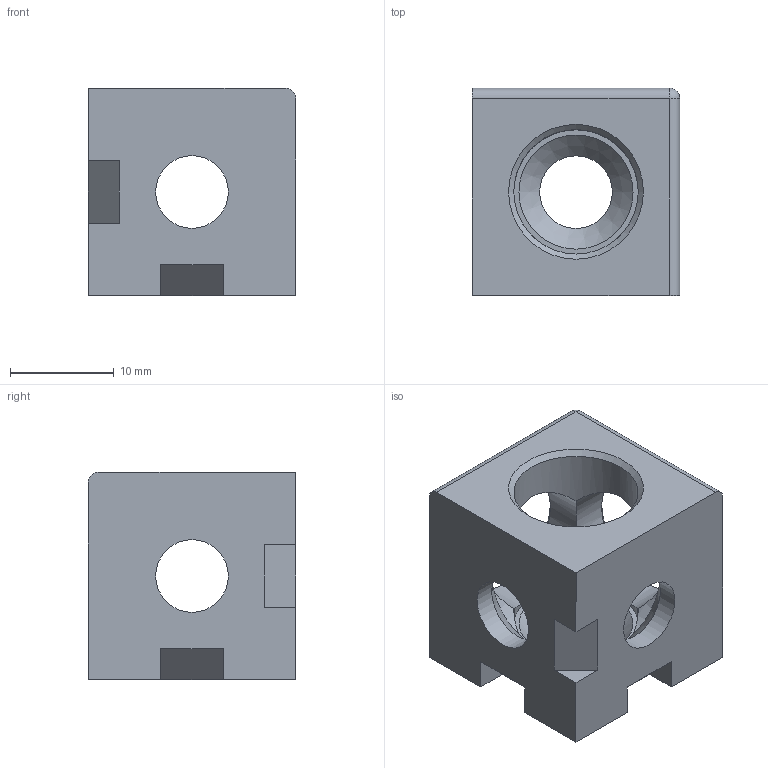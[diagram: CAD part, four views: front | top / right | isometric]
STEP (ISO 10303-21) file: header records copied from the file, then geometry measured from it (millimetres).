
FILE_DESCRIPTION((''),'2;1');
FILE_NAME('AR3585.stp','2019-02-07T15:10:28',('Konstruktor II'),(''),'Autodesk Inventor 2013','Autodesk Inventor 2013','');
FILE_SCHEMA(('AUTOMOTIVE_DESIGN { 1 0 10303 214 1 1 1 1 }'));
Length unit declared in the file: millimetre
Products named in the file (1): AR3585
Bounding box: 20 x 20 x 20 mm (x, y, z)
Volume: 4288 mm3; surface area: 2895.7 mm2
Topology: 1 solids, 1 shells, 46 faces, 110 edges, 65 vertices
Faces by surface type: cylinder 21, plane 18, cone 6, sphere 1
Full cylindrical faces by diameter (mm): 7 x3, 12 x3
Entity records: 1296 total; most frequent: DIRECTION 244, CARTESIAN_POINT 206, ORIENTED_EDGE 192, AXIS2_PLACEMENT_3D 101, EDGE_CURVE 96, EDGE_LOOP 67, VERTEX_POINT 63, FACE_OUTER_BOUND 46
